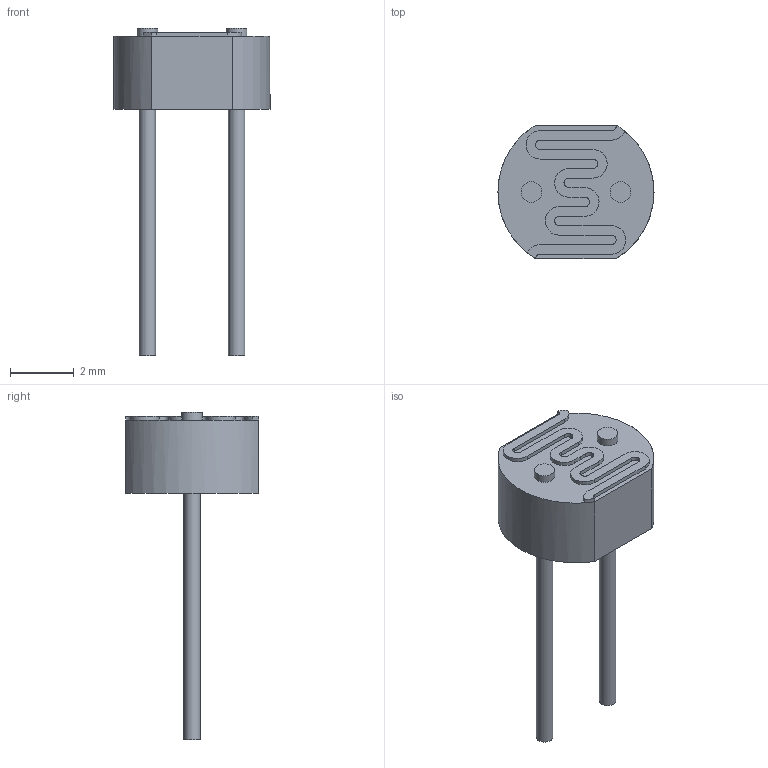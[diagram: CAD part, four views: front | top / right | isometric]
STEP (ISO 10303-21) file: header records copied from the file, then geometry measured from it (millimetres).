
FILE_DESCRIPTION(('FreeCAD Model'),'2;1');
FILE_NAME('Body001_sp.step','2020-05-01T18:09:07',( 'kicad StepUp'),('ksu MCAD'),'Open CASCADE STEP processor 7.3', 'FreeCAD','Unknown');
FILE_SCHEMA(('AUTOMOTIVE_DESIGN { 1 0 10303 214 1 1 1 1 }'));
Length unit declared in the file: millimetre
Products named in the file (1): Body001_sp
Bounding box: 4.88 x 4.17 x 10.25 mm (x, y, z)
Volume: 44 mm3; surface area: 99.3 mm2
Topology: 1 solids, 1 shells, 58 faces, 147 edges, 95 vertices
Faces by surface type: plane 32, cylinder 26
Full cylindrical faces by diameter (mm): 0.511 x2, 0.644 x2
Entity records: 2180 total; most frequent: DIRECTION 326, CARTESIAN_POINT 301, ORIENTED_EDGE 294, EDGE_CURVE 147, AXIS2_PLACEMENT_3D 120, VERTEX_POINT 95, LINE 86, VECTOR 86
